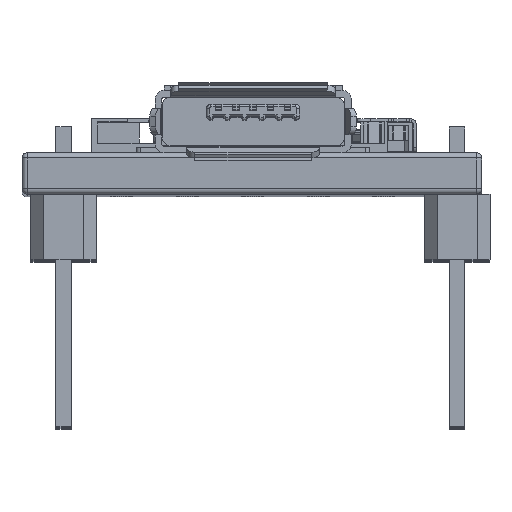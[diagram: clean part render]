
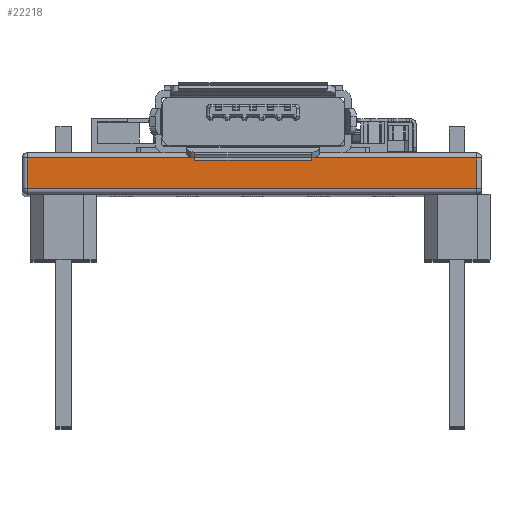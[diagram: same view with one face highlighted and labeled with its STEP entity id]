
A CAD part, top view. The second image highlights one B-rep face of the part: STEP entity #22218.
In plain terms, the highlighted planar face has unit normal (0, 0, 1).
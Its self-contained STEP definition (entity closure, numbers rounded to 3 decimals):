
#463=PLANE('',#23482);
#1279=LINE('',#31703,#3898);
#1282=LINE('',#31707,#3901);
#1284=LINE('',#31710,#3903);
#1288=LINE('',#31716,#3907);
#3898=VECTOR('',#25342,1.2);
#3901=VECTOR('',#25347,17.4);
#3903=VECTOR('',#25351,1.2);
#3907=VECTOR('',#25359,17.4);
#6859=FACE_OUTER_BOUND('',#8094,.T.);
#8094=EDGE_LOOP('',(#15755,#15756,#15757,#15758));
#10062=VERTEX_POINT('',#31652);
#10069=VERTEX_POINT('',#31676);
#10073=VERTEX_POINT('',#31684);
#10076=VERTEX_POINT('',#31694);
#12306=EDGE_CURVE('',#10069,#10076,#1279,.T.);
#12309=EDGE_CURVE('',#10076,#10073,#1282,.T.);
#12311=EDGE_CURVE('',#10073,#10062,#1284,.T.);
#12315=EDGE_CURVE('',#10062,#10069,#1288,.T.);
#15755=ORIENTED_EDGE('',*,*,#12306,.F.);
#15756=ORIENTED_EDGE('',*,*,#12315,.F.);
#15757=ORIENTED_EDGE('',*,*,#12311,.F.);
#15758=ORIENTED_EDGE('',*,*,#12309,.F.);
#22218=ADVANCED_FACE('',(#6859),#463,.T.);
#23482=AXIS2_PLACEMENT_3D('',#31836,#25486,#25487);
#25342=DIRECTION('',(0.,-1.,0.));
#25347=DIRECTION('',(-1.,0.,0.));
#25351=DIRECTION('',(0.,1.,0.));
#25359=DIRECTION('',(1.,0.,0.));
#25486=DIRECTION('center_axis',(0.,0.,1.));
#25487=DIRECTION('ref_axis',(1.,0.,0.));
#31652=CARTESIAN_POINT('',(-8.75,1.4,17.78));
#31676=CARTESIAN_POINT('',(8.65,1.4,17.78));
#31684=CARTESIAN_POINT('',(-8.75,0.2,17.78));
#31694=CARTESIAN_POINT('',(8.65,0.2,17.78));
#31703=CARTESIAN_POINT('',(8.65,0.,17.78));
#31707=CARTESIAN_POINT('',(-4.5,0.2,17.78));
#31710=CARTESIAN_POINT('',(-8.75,0.,17.78));
#31716=CARTESIAN_POINT('',(-4.5,1.4,17.78));
#31836=CARTESIAN_POINT('Origin',(-8.95,0.,17.78));
